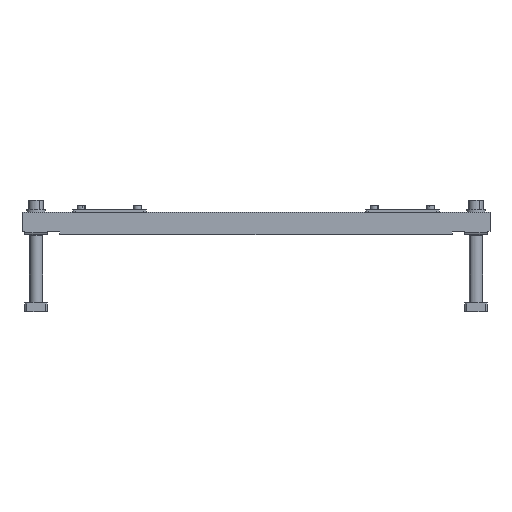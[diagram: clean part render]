
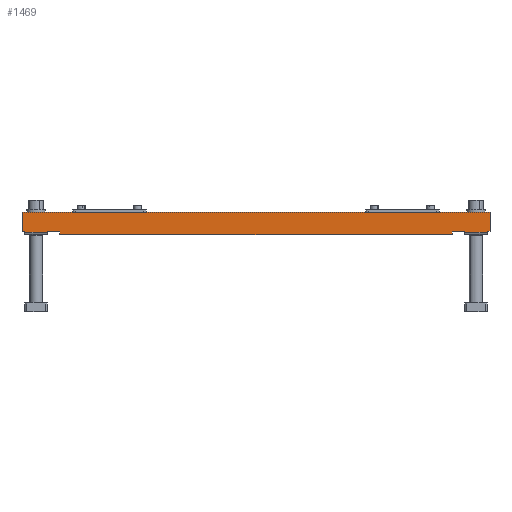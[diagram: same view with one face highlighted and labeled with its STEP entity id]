
A CAD part, front view. The second image highlights one B-rep face of the part: STEP entity #1469.
In plain terms, the highlighted planar face has unit normal (0, -1, 0).
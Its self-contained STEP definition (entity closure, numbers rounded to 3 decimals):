
#1362=AXIS2_PLACEMENT_3D('Plane Axis2P3D',#1359,#1360,#1361) ;
#82=CARTESIAN_POINT('Vertex',(-207.5,-225.,20.)) ;
#85=CARTESIAN_POINT('Line Origine',(0.,-225.,20.)) ;
#89=CARTESIAN_POINT('Vertex',(207.5,-225.,20.)) ;
#906=CARTESIAN_POINT('Vertex',(174.,-225.,0.)) ;
#909=CARTESIAN_POINT('Line Origine',(0.,-225.,0.)) ;
#913=CARTESIAN_POINT('Vertex',(-174.,-225.,0.)) ;
#1344=CARTESIAN_POINT('Vertex',(-207.5,-225.,3.042)) ;
#1347=CARTESIAN_POINT('Line Origine',(-207.5,-225.,11.521)) ;
#1359=CARTESIAN_POINT('Axis2P3D Location',(207.5,-225.,0.)) ;
#1364=CARTESIAN_POINT('Line Origine',(195.,-225.,2.)) ;
#1368=CARTESIAN_POINT('Vertex',(185.,-225.,2.)) ;
#1370=CARTESIAN_POINT('Vertex',(205.,-225.,2.)) ;
#1373=CARTESIAN_POINT('Line Origine',(205.,-225.,2.521)) ;
#1377=CARTESIAN_POINT('Vertex',(205.,-225.,3.042)) ;
#1380=CARTESIAN_POINT('Line Origine',(206.25,-225.,3.042)) ;
#1384=CARTESIAN_POINT('Vertex',(207.5,-225.,3.042)) ;
#1387=CARTESIAN_POINT('Line Origine',(207.5,-225.,11.521)) ;
#1392=CARTESIAN_POINT('Line Origine',(-206.25,-225.,3.042)) ;
#1396=CARTESIAN_POINT('Vertex',(-205.,-225.,3.042)) ;
#1399=CARTESIAN_POINT('Line Origine',(-205.,-225.,2.521)) ;
#1403=CARTESIAN_POINT('Vertex',(-205.,-225.,2.)) ;
#1406=CARTESIAN_POINT('Line Origine',(-195.,-225.,2.)) ;
#1410=CARTESIAN_POINT('Vertex',(-185.,-225.,2.)) ;
#1413=CARTESIAN_POINT('Line Origine',(-185.,-225.,2.25)) ;
#1417=CARTESIAN_POINT('Vertex',(-185.,-225.,2.5)) ;
#1420=CARTESIAN_POINT('Line Origine',(-179.5,-225.,2.5)) ;
#1424=CARTESIAN_POINT('Vertex',(-174.,-225.,2.5)) ;
#1427=CARTESIAN_POINT('Line Origine',(-174.,-225.,1.25)) ;
#1432=CARTESIAN_POINT('Line Origine',(174.,-225.,1.25)) ;
#1436=CARTESIAN_POINT('Vertex',(174.,-225.,2.5)) ;
#1439=CARTESIAN_POINT('Line Origine',(179.5,-225.,2.5)) ;
#1443=CARTESIAN_POINT('Vertex',(185.,-225.,2.5)) ;
#1446=CARTESIAN_POINT('Line Origine',(185.,-225.,2.25)) ;
#86=DIRECTION('Vector Direction',(1.,0.,0.)) ;
#910=DIRECTION('Vector Direction',(1.,0.,0.)) ;
#1348=DIRECTION('Vector Direction',(0.,0.,-1.)) ;
#1360=DIRECTION('Axis2P3D Direction',(0.,1.,-0.)) ;
#1361=DIRECTION('Axis2P3D XDirection',(-1.,0.,0.)) ;
#1365=DIRECTION('Vector Direction',(1.,0.,0.)) ;
#1374=DIRECTION('Vector Direction',(0.,0.,-1.)) ;
#1381=DIRECTION('Vector Direction',(-1.,0.,0.)) ;
#1388=DIRECTION('Vector Direction',(0.,0.,-1.)) ;
#1393=DIRECTION('Vector Direction',(-1.,0.,0.)) ;
#1400=DIRECTION('Vector Direction',(0.,0.,-1.)) ;
#1407=DIRECTION('Vector Direction',(1.,0.,0.)) ;
#1414=DIRECTION('Vector Direction',(0.,0.,1.)) ;
#1421=DIRECTION('Vector Direction',(-1.,0.,0.)) ;
#1428=DIRECTION('Vector Direction',(0.,0.,-1.)) ;
#1433=DIRECTION('Vector Direction',(0.,0.,-1.)) ;
#1440=DIRECTION('Vector Direction',(-1.,0.,0.)) ;
#1447=DIRECTION('Vector Direction',(0.,0.,1.)) ;
#87=VECTOR('Line Direction',#86,1.) ;
#911=VECTOR('Line Direction',#910,1.) ;
#1349=VECTOR('Line Direction',#1348,1.) ;
#1366=VECTOR('Line Direction',#1365,1.) ;
#1375=VECTOR('Line Direction',#1374,1.) ;
#1382=VECTOR('Line Direction',#1381,1.) ;
#1389=VECTOR('Line Direction',#1388,1.) ;
#1394=VECTOR('Line Direction',#1393,1.) ;
#1401=VECTOR('Line Direction',#1400,1.) ;
#1408=VECTOR('Line Direction',#1407,1.) ;
#1415=VECTOR('Line Direction',#1414,1.) ;
#1422=VECTOR('Line Direction',#1421,1.) ;
#1429=VECTOR('Line Direction',#1428,1.) ;
#1434=VECTOR('Line Direction',#1433,1.) ;
#1441=VECTOR('Line Direction',#1440,1.) ;
#1448=VECTOR('Line Direction',#1447,1.) ;
#1452=ORIENTED_EDGE('',*,*,#1372,.T.) ;
#1453=ORIENTED_EDGE('',*,*,#1379,.F.) ;
#1454=ORIENTED_EDGE('',*,*,#1386,.F.) ;
#1455=ORIENTED_EDGE('',*,*,#1391,.F.) ;
#1456=ORIENTED_EDGE('',*,*,#91,.F.) ;
#1457=ORIENTED_EDGE('',*,*,#1351,.T.) ;
#1458=ORIENTED_EDGE('',*,*,#1398,.F.) ;
#1459=ORIENTED_EDGE('',*,*,#1405,.T.) ;
#1460=ORIENTED_EDGE('',*,*,#1412,.T.) ;
#1461=ORIENTED_EDGE('',*,*,#1419,.T.) ;
#1462=ORIENTED_EDGE('',*,*,#1426,.F.) ;
#1463=ORIENTED_EDGE('',*,*,#1431,.T.) ;
#1464=ORIENTED_EDGE('',*,*,#915,.T.) ;
#1465=ORIENTED_EDGE('',*,*,#1438,.F.) ;
#1466=ORIENTED_EDGE('',*,*,#1445,.F.) ;
#1467=ORIENTED_EDGE('',*,*,#1450,.F.) ;
#1469=ADVANCED_FACE('TOS_010_ET_2016_05_06.1\\PartBody',(#1468),#1363,.F.) ;
#91=EDGE_CURVE('',#83,#90,#88,.T.) ;
#915=EDGE_CURVE('',#914,#907,#912,.T.) ;
#1351=EDGE_CURVE('',#83,#1345,#1350,.T.) ;
#1372=EDGE_CURVE('',#1369,#1371,#1367,.T.) ;
#1379=EDGE_CURVE('',#1378,#1371,#1376,.T.) ;
#1386=EDGE_CURVE('',#1385,#1378,#1383,.T.) ;
#1391=EDGE_CURVE('',#90,#1385,#1390,.T.) ;
#1398=EDGE_CURVE('',#1397,#1345,#1395,.T.) ;
#1405=EDGE_CURVE('',#1397,#1404,#1402,.T.) ;
#1412=EDGE_CURVE('',#1404,#1411,#1409,.T.) ;
#1419=EDGE_CURVE('',#1411,#1418,#1416,.T.) ;
#1426=EDGE_CURVE('',#1425,#1418,#1423,.T.) ;
#1431=EDGE_CURVE('',#1425,#914,#1430,.T.) ;
#1438=EDGE_CURVE('',#1437,#907,#1435,.T.) ;
#1445=EDGE_CURVE('',#1444,#1437,#1442,.T.) ;
#1450=EDGE_CURVE('',#1369,#1444,#1449,.T.) ;
#1451=EDGE_LOOP('',(#1452,#1453,#1454,#1455,#1456,#1457,#1458,#1459,#1460,#1461,#1462,#1463,#1464,#1465,#1466,#1467)) ;
#1468=FACE_OUTER_BOUND('',#1451,.T.) ;
#88=LINE('Line',#85,#87) ;
#912=LINE('Line',#909,#911) ;
#1350=LINE('Line',#1347,#1349) ;
#1367=LINE('Line',#1364,#1366) ;
#1376=LINE('Line',#1373,#1375) ;
#1383=LINE('Line',#1380,#1382) ;
#1390=LINE('Line',#1387,#1389) ;
#1395=LINE('Line',#1392,#1394) ;
#1402=LINE('Line',#1399,#1401) ;
#1409=LINE('Line',#1406,#1408) ;
#1416=LINE('Line',#1413,#1415) ;
#1423=LINE('Line',#1420,#1422) ;
#1430=LINE('Line',#1427,#1429) ;
#1435=LINE('Line',#1432,#1434) ;
#1442=LINE('Line',#1439,#1441) ;
#1449=LINE('Line',#1446,#1448) ;
#1363=PLANE('',#1362) ;
#83=VERTEX_POINT('',#82) ;
#90=VERTEX_POINT('',#89) ;
#907=VERTEX_POINT('',#906) ;
#914=VERTEX_POINT('',#913) ;
#1345=VERTEX_POINT('',#1344) ;
#1369=VERTEX_POINT('',#1368) ;
#1371=VERTEX_POINT('',#1370) ;
#1378=VERTEX_POINT('',#1377) ;
#1385=VERTEX_POINT('',#1384) ;
#1397=VERTEX_POINT('',#1396) ;
#1404=VERTEX_POINT('',#1403) ;
#1411=VERTEX_POINT('',#1410) ;
#1418=VERTEX_POINT('',#1417) ;
#1425=VERTEX_POINT('',#1424) ;
#1437=VERTEX_POINT('',#1436) ;
#1444=VERTEX_POINT('',#1443) ;
